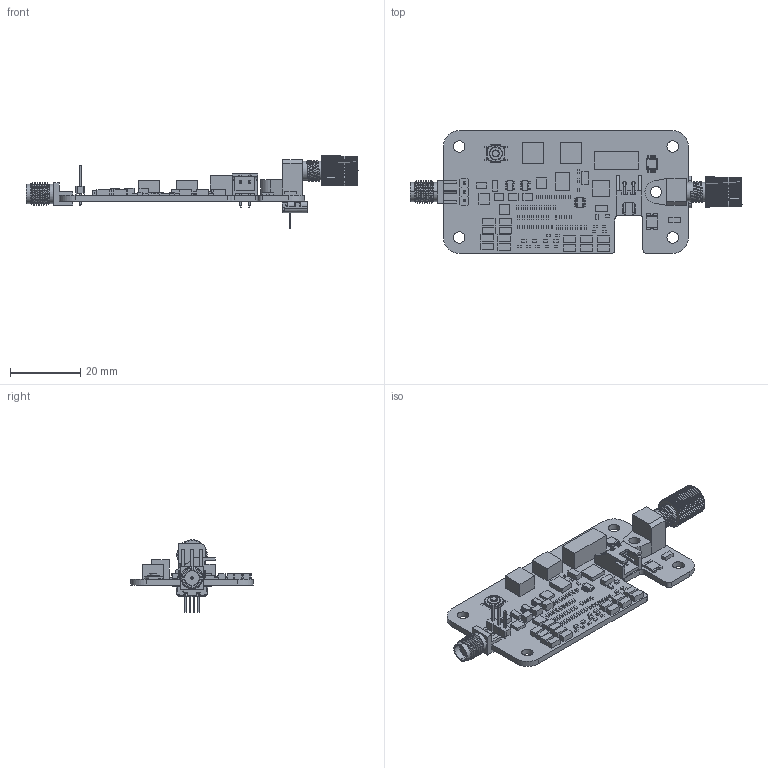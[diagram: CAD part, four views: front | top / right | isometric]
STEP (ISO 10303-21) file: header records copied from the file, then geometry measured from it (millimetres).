
FILE_DESCRIPTION(('Open CASCADE Model'),'2;1');
FILE_NAME('Open CASCADE Shape Model','2025-01-21T21:03:59',('Author'),( 'Open CASCADE'),'Open CASCADE STEP processor 7.5','Open CASCADE 7.5' ,'Unknown');
FILE_SCHEMA(('AUTOMOTIVE_DESIGN { 1 0 10303 214 1 1 1 1 }'));
Length unit declared in the file: millimetre
Products named in the file (172): PCB; Board; Open CASCADE STEP translator 7.5 2.1.1; U11; TEXASINSTRUMENTS_PKG_DBV0005A; BODY-SOT; LEAD-SOT; LEAD-DUMMY; U10; 6773187280; Extruded; U9; 7486890656; Body; Open CASCADE STEP translator 6.8 10.1.1; Leader; U8; 8888912048; Open CASCADE STEP translator 7.5 12.1; Open CASCADE STEP translator 7.5 12.2.1; U7; 6506303088; U6; 8752311600; U5; 8329286928; U4; 6027441792; U3; U2; U1; 7184246848; SW3; C&K_PTS525SM15SMTR2 LFS_RGB8421504; SW2; 6773190880; SW1; R34; 5993166064; R33 ...
Assembly tree (264 placements, depth 5):
  PCB
    Board
      Open CASCADE STEP translator 7.5 2.1.1
    U11
      TEXASINSTRUMENTS_PKG_DBV0005A
        BODY-SOT
        LEAD-SOT  x5
        LEAD-DUMMY
    U10
      6773187280
        Extruded
    U9
      7486890656
        Body
          Open CASCADE STEP translator 6.8 10.1.1
        Leader  x6
    U8
      8888912048
        Open CASCADE STEP translator 7.5 12.1
        Body
          Open CASCADE STEP translator 7.5 12.2.1
        Leader  x8
    U7
      6506303088
        Extruded
    U6
      8752311600
        Extruded
    U5
      8329286928
        Extruded
    U4
      6027441792
        Extruded
    U3
      6027441792
        Extruded
    U2
      TEXASINSTRUMENTS_PKG_DBV0005A
        BODY-SOT
        LEAD-SOT  x5
        LEAD-DUMMY
    U1
      7184246848
        Extruded
    SW3
      C&K_PTS525SM15SMTR2 LFS_RGB8421504
    SW2
      6773190880
        Extruded
    SW1
      6773190880
        Extruded
    R34
      5993166064
        Extruded
    R33
      5993166064
        Extruded
    R32
Bounding box: 94.79 x 35 x 20.75 mm (x, y, z)
Volume: 6686.5 mm3; surface area: 10411.6 mm2
Topology: 149 solids, 150 shells, 2763 faces, 6794 edges, 4307 vertices
Faces by surface type: plane 2103, cylinder 492, cone 100, sphere 34, bspline 27, torus 7
Full cylindrical faces by diameter (mm): 0.388 x1, 0.65 x2, 0.8 x4, 1 x2, 1.1 x3, 1.575 x2, 1.8 x2, 3.175 x1, 3.3 x4, 3.556 x1, 3.6 x1, 3.607 x1, 4.115 x1, 5.461 x4, 6.223 x1
Entity records: 71253 total; most frequent: CARTESIAN_POINT 16055, ORIENTED_EDGE 9743, DIRECTION 9233, EDGE_CURVE 4872, LINE 3501, VECTOR 3501, VERTEX_POINT 3115, AXIS2_PLACEMENT_3D 2866
